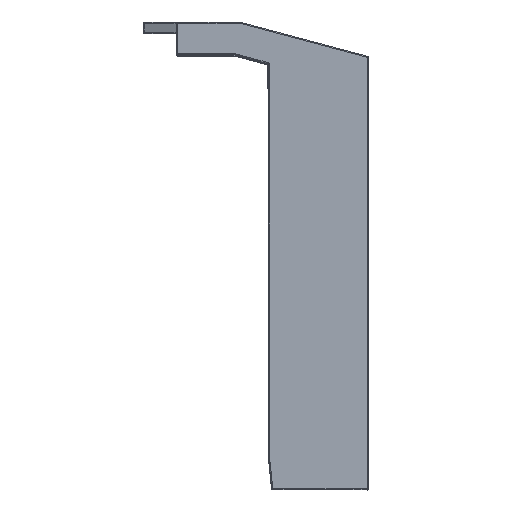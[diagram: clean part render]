
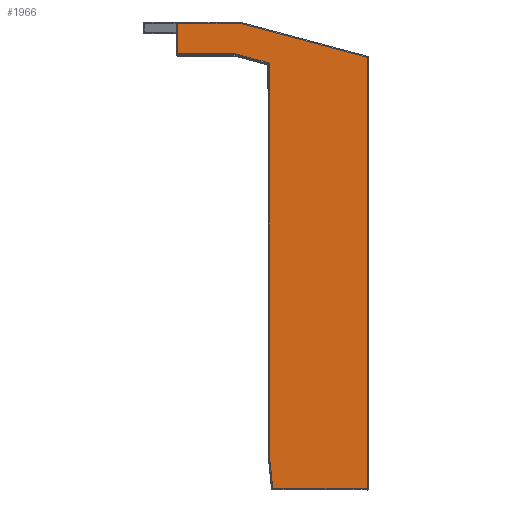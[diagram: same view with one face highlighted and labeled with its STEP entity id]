
A CAD part, top view. The second image highlights one B-rep face of the part: STEP entity #1966.
In plain terms, the highlighted planar face has unit normal (0, 0, 1).
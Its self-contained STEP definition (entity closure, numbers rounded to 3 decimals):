
#835=PLANE('',#17441);
#1161=CIRCLE('',#17440,0.6);
#1966=ADVANCED_FACE('',(#2919),#835,.T.);
#2919=FACE_OUTER_BOUND('',#3896,.T.);
#3896=EDGE_LOOP('',(#12037,#12038,#12039,#12040,#12041,#12042,#12043,#12044,
#12045,#12046,#12047));
#4779=LINE('',#25147,#6577);
#4780=LINE('',#25149,#6578);
#4781=LINE('',#25157,#6579);
#5710=LINE('',#30521,#7508);
#5711=LINE('',#30525,#7509);
#5712=LINE('',#30526,#7510);
#5713=LINE('',#30527,#7511);
#5714=LINE('',#30528,#7512);
#6577=VECTOR('',#18837,1.);
#6578=VECTOR('',#18840,1.);
#6579=VECTOR('',#18851,1.);
#7508=VECTOR('',#21384,1.);
#7509=VECTOR('',#21387,1.);
#7510=VECTOR('',#21388,1.);
#7511=VECTOR('',#21389,1.);
#7512=VECTOR('',#21390,1.);
#12037=ORIENTED_EDGE('',*,*,#16109,.T.);
#12038=ORIENTED_EDGE('',*,*,#16110,.F.);
#12039=ORIENTED_EDGE('',*,*,#16111,.F.);
#12040=ORIENTED_EDGE('',*,*,#16106,.T.);
#12041=ORIENTED_EDGE('',*,*,#16112,.F.);
#12042=ORIENTED_EDGE('',*,*,#16099,.F.);
#12043=ORIENTED_EDGE('',*,*,#16113,.F.);
#12044=ORIENTED_EDGE('',*,*,#14851,.T.);
#12045=ORIENTED_EDGE('',*,*,#14846,.F.);
#12046=ORIENTED_EDGE('',*,*,#14847,.T.);
#12047=ORIENTED_EDGE('',*,*,#16114,.T.);
#13140=VERTEX_POINT('',#25136);
#13141=VERTEX_POINT('',#25146);
#13142=VERTEX_POINT('',#25150);
#13144=VERTEX_POINT('',#25158);
#13758=VERTEX_POINT('',#30224);
#13762=VERTEX_POINT('',#30239);
#13763=VERTEX_POINT('',#30240);
#13766=VERTEX_POINT('',#30314);
#13768=VERTEX_POINT('',#30337);
#13769=VERTEX_POINT('',#30522);
#13770=VERTEX_POINT('',#30524);
#14846=EDGE_CURVE('',#13141,#13140,#4779,.T.);
#14847=EDGE_CURVE('',#13141,#13142,#4780,.T.);
#14851=EDGE_CURVE('',#13144,#13140,#4781,.T.);
#16099=EDGE_CURVE('',#13762,#13763,#16351,.T.);
#16106=EDGE_CURVE('',#13766,#13768,#16358,.T.);
#16109=EDGE_CURVE('',#13758,#13769,#5710,.T.);
#16110=EDGE_CURVE('',#13770,#13769,#1161,.T.);
#16111=EDGE_CURVE('',#13766,#13770,#5711,.T.);
#16112=EDGE_CURVE('',#13763,#13768,#5712,.T.);
#16113=EDGE_CURVE('',#13144,#13762,#5713,.T.);
#16114=EDGE_CURVE('',#13142,#13758,#5714,.T.);
#16351=B_SPLINE_CURVE_WITH_KNOTS('',3,(#30235,#30236,#30237,#30238),
 .UNSPECIFIED.,.F.,.F.,(4,4),(0.,1.),.UNSPECIFIED.);
#16358=B_SPLINE_CURVE_WITH_KNOTS('',3,(#30338,#30339,#30340,#30341),
 .UNSPECIFIED.,.F.,.F.,(4,4),(0.,1.),.UNSPECIFIED.);
#17440=AXIS2_PLACEMENT_3D('',#30523,#21385,#21386);
#17441=AXIS2_PLACEMENT_3D('',#30529,#21391,#21392);
#18837=DIRECTION('',(0.966,-0.259,0.));
#18840=DIRECTION('',(-1.,0.,0.));
#18851=DIRECTION('',(0.,1.,0.));
#21384=DIRECTION('',(1.,0.,0.));
#21385=DIRECTION('',(0.,0.,1.));
#21386=DIRECTION('',(0.259,0.966,0.));
#21387=DIRECTION('',(-0.966,0.259,0.));
#21388=DIRECTION('',(0.,1.,0.));
#21389=DIRECTION('',(-1.,0.,0.));
#21390=DIRECTION('',(0.,-1.,0.));
#21391=DIRECTION('',(0.,0.,1.));
#21392=DIRECTION('',(1.,0.,0.));
#25136=CARTESIAN_POINT('',(19.7,-0.693,104.8));
#25146=CARTESIAN_POINT('',(-15.355,8.7,104.8));
#25147=CARTESIAN_POINT('',(-15.355,8.7,104.8));
#25149=CARTESIAN_POINT('',(-15.355,8.7,104.8));
#25150=CARTESIAN_POINT('',(-32.2,8.7,104.8));
#25157=CARTESIAN_POINT('',(19.7,-118.8,104.8));
#25158=CARTESIAN_POINT('',(19.7,-118.8,104.8));
#30224=CARTESIAN_POINT('',(-32.2,0.3,104.8));
#30235=CARTESIAN_POINT('',(-6.16,-118.8,104.8));
#30236=CARTESIAN_POINT('',(-6.436,-116.129,104.8));
#30237=CARTESIAN_POINT('',(-6.707,-113.457,104.8));
#30238=CARTESIAN_POINT('',(-6.977,-110.785,104.8));
#30239=CARTESIAN_POINT('',(-6.16,-118.8,104.8));
#30240=CARTESIAN_POINT('',(-6.977,-110.785,104.8));
#30314=CARTESIAN_POINT('',(-7.427,-2.12,104.8));
#30337=CARTESIAN_POINT('',(-6.977,-2.703,104.8));
#30338=CARTESIAN_POINT('',(-7.427,-2.12,104.8));
#30339=CARTESIAN_POINT('',(-7.173,-2.187,104.8));
#30340=CARTESIAN_POINT('',(-6.982,-2.415,104.8));
#30341=CARTESIAN_POINT('',(-6.977,-2.703,104.8));
#30521=CARTESIAN_POINT('',(-32.2,0.3,104.8));
#30522=CARTESIAN_POINT('',(-16.539,0.3,104.8));
#30523=CARTESIAN_POINT('',(-16.539,-0.3,104.8));
#30524=CARTESIAN_POINT('',(-16.384,0.28,104.8));
#30525=CARTESIAN_POINT('',(-7.427,-2.12,104.8));
#30526=CARTESIAN_POINT('',(-6.977,-110.785,104.8));
#30527=CARTESIAN_POINT('',(19.7,-118.8,104.8));
#30528=CARTESIAN_POINT('',(-32.2,8.7,104.8));
#30529=CARTESIAN_POINT('',(0.,0.,104.8));
